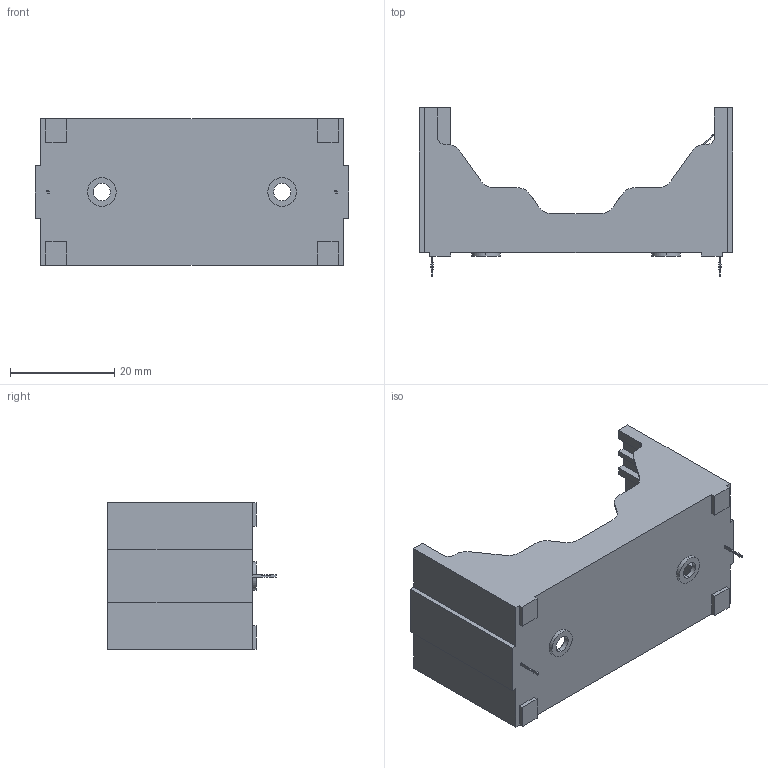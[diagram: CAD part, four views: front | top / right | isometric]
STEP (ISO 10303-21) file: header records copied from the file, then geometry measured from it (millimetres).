
FILE_DESCRIPTION (( 'STEP AP214' ), '1' );
FILE_NAME ('BHC-POL.STEP', '2019-12-06T08:46:04', ( '' ), ( '' ), 'SwSTEP 2.0', 'SolidWorks 2017', '' );
FILE_SCHEMA (( 'AUTOMOTIVE_DESIGN' ));
Length unit declared in the file: millimetre
Products named in the file (1): BHC-POL
Bounding box: 60.07 x 32.26 x 28.07 mm (x, y, z)
Volume: 7267.1 mm3; surface area: 11211.1 mm2
Topology: 3 solids, 3 shells, 254 faces, 706 edges, 460 vertices
Faces by surface type: plane 184, cylinder 62, bspline 8
Entity records: 8278 total; most frequent: CARTESIAN_POINT 1605, ORIENTED_EDGE 1412, DIRECTION 1344, EDGE_CURVE 706, LINE 546, VECTOR 546, VERTEX_POINT 460, AXIS2_PLACEMENT_3D 399
